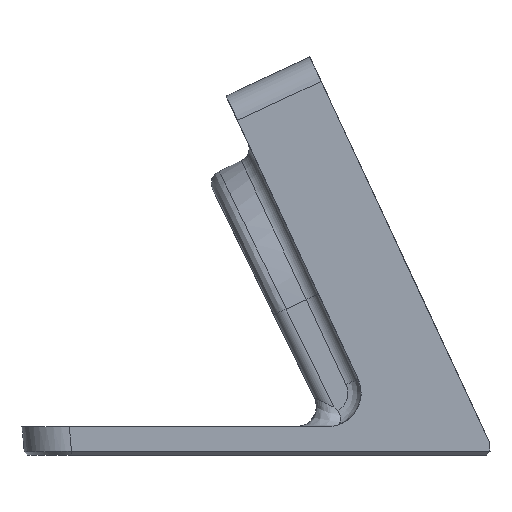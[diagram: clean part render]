
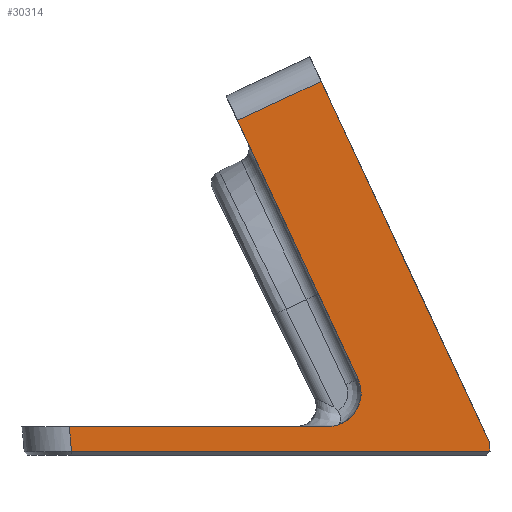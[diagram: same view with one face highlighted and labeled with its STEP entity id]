
A CAD part, left-side view. The second image highlights one B-rep face of the part: STEP entity #30314.
In plain terms, the highlighted planar face has unit normal (-1, 0, 0).
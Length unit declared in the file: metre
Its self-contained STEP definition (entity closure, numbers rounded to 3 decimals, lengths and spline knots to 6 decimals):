
#165=CIRCLE('',#32042,0.005);
#1361=ORIENTED_EDGE('',*,*,#10410,.T.);
#1362=ORIENTED_EDGE('',*,*,#10411,.T.);
#1363=ORIENTED_EDGE('',*,*,#10412,.T.);
#1364=ORIENTED_EDGE('',*,*,#10413,.T.);
#1365=ORIENTED_EDGE('',*,*,#9317,.F.);
#1366=ORIENTED_EDGE('',*,*,#10414,.T.);
#1367=ORIENTED_EDGE('',*,*,#10391,.F.);
#1368=ORIENTED_EDGE('',*,*,#10415,.T.);
#1369=ORIENTED_EDGE('',*,*,#9760,.T.);
#9317=EDGE_CURVE('',#13844,#13845,#16851,.T.);
#9760=EDGE_CURVE('',#14288,#14287,#17287,.T.);
#10391=EDGE_CURVE('',#14914,#14915,#17900,.T.);
#10410=EDGE_CURVE('',#14287,#14933,#17911,.T.);
#10411=EDGE_CURVE('',#14933,#14934,#17912,.T.);
#10412=EDGE_CURVE('',#14934,#14935,#17913,.T.);
#10413=EDGE_CURVE('',#14935,#13845,#17914,.T.);
#10414=EDGE_CURVE('',#13844,#14915,#17915,.T.);
#10415=EDGE_CURVE('',#14914,#14288,#165,.T.);
#13844=VERTEX_POINT('',#41376);
#13845=VERTEX_POINT('',#41378);
#14287=VERTEX_POINT('',#42263);
#14288=VERTEX_POINT('',#42265);
#14914=VERTEX_POINT('',#43554);
#14915=VERTEX_POINT('',#43556);
#14933=VERTEX_POINT('',#43603);
#14934=VERTEX_POINT('',#43605);
#14935=VERTEX_POINT('',#43607);
#16851=LINE('',#41377,#21267);
#17287=LINE('',#42264,#21703);
#17900=LINE('',#43555,#22316);
#17911=LINE('',#43602,#22327);
#17912=LINE('',#43604,#22328);
#17913=LINE('',#43606,#22329);
#17914=LINE('',#43608,#22330);
#17915=LINE('',#43609,#22331);
#21267=VECTOR('',#33684,1.);
#21703=VECTOR('',#34136,1.);
#22316=VECTOR('',#34783,1.);
#22327=VECTOR('',#34814,1.);
#22328=VECTOR('',#34815,1.);
#22329=VECTOR('',#34816,1.);
#22330=VECTOR('',#34817,1.);
#22331=VECTOR('',#34818,1.);
#25658=EDGE_LOOP('',(#1361,#1362,#1363,#1364,#1365,#1366,#1367,#1368,#1369));
#27248=FACE_BOUND('',#25658,.T.);
#28813=PLANE('',#32041);
#30314=ADVANCED_FACE('',(#27248),#28813,.F.);
#32041=AXIS2_PLACEMENT_3D('',#43601,#34812,#34813);
#32042=AXIS2_PLACEMENT_3D('',#43610,#34819,#34820);
#33684=DIRECTION('',(0.,-0.423,-0.906));
#34136=DIRECTION('',(0.,1.,0.));
#34783=DIRECTION('',(0.,0.423,0.906));
#34812=DIRECTION('',(1.,0.,0.));
#34813=DIRECTION('',(0.,-0.087,-0.996));
#34814=DIRECTION('',(0.,-0.087,-0.996));
#34815=DIRECTION('',(0.,-1.,0.));
#34816=DIRECTION('',(0.,-0.676,0.737));
#34817=DIRECTION('',(0.,0.087,0.996));
#34818=DIRECTION('',(0.,0.906,-0.423));
#34819=DIRECTION('',(1.,0.,0.));
#34820=DIRECTION('',(0.,-0.087,-0.996));
#41376=CARTESIAN_POINT('',(-0.068125,0.02154,-0.040492));
#41377=CARTESIAN_POINT('',(-0.068125,0.009918,-0.065416));
#41378=CARTESIAN_POINT('',(-0.068125,-0.003394,-0.093964));
#42263=CARTESIAN_POINT('',(-0.068125,0.058902,-0.091738));
#42264=CARTESIAN_POINT('',(-0.068125,0.009916,-0.091738));
#42265=CARTESIAN_POINT('',(-0.068125,0.020608,-0.091738));
#43554=CARTESIAN_POINT('',(-0.068125,0.016077,-0.084625));
#43555=CARTESIAN_POINT('',(-0.068125,0.022334,-0.071206));
#43556=CARTESIAN_POINT('',(-0.068125,0.033956,-0.046282));
#43601=CARTESIAN_POINT('',(-0.068125,0.009916,-0.065415));
#43602=CARTESIAN_POINT('',(-0.068125,0.058097,-0.100948));
#43603=CARTESIAN_POINT('',(-0.068125,0.058583,-0.095393));
#43604=CARTESIAN_POINT('',(-0.068125,0.009916,-0.095393));
#43605=CARTESIAN_POINT('',(-0.068125,-0.003472,-0.095393));
#43606=CARTESIAN_POINT('',(-0.068125,-0.002972,-0.095938));
#43607=CARTESIAN_POINT('',(-0.068125,-0.003515,-0.095345));
#43608=CARTESIAN_POINT('',(-0.068125,-0.003464,-0.09476));
#43609=CARTESIAN_POINT('',(-0.068125,0.021538,-0.040491));
#43610=CARTESIAN_POINT('',(-0.068125,0.020608,-0.086738));
